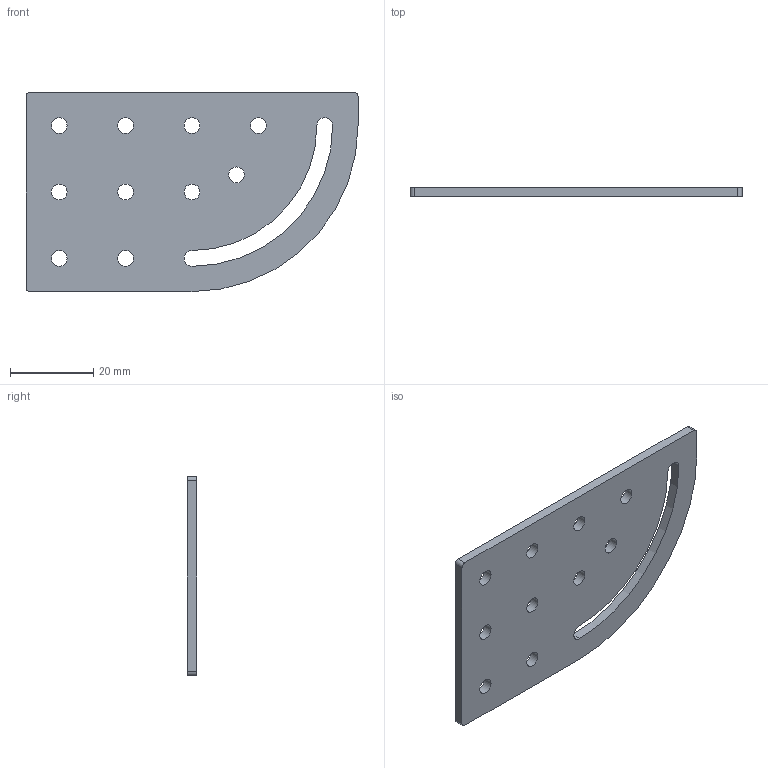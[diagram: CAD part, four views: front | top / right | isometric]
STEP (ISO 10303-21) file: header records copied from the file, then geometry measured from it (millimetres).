
FILE_DESCRIPTION (( 'STEP AP214' ), '1' );
FILE_NAME ('am-3603 0-90 Degree Gusset (S3 Tube).STEP', '2018-12-10T16:33:12', ( '' ), ( '' ), 'SwSTEP 2.0', 'SolidWorks 2018', '' );
FILE_SCHEMA (( 'AUTOMOTIVE_DESIGN' ));
Length unit declared in the file: millimetre
Products named in the file (1): am-3603 0-90 Degree Gusset (S3 Tube)
Bounding box: 80 x 2.29 x 48 mm (x, y, z)
Volume: 7267.4 mm3; surface area: 7432 mm2
Topology: 1 solids, 1 shells, 24 faces, 66 edges, 44 vertices
Faces by surface type: cylinder 18, plane 6
Full cylindrical faces by diameter (mm): 3.81 x10
Entity records: 814 total; most frequent: DIRECTION 142, CARTESIAN_POINT 125, ORIENTED_EDGE 112, AXIS2_PLACEMENT_3D 61, EDGE_LOOP 56, EDGE_CURVE 56, VERTEX_POINT 44, CIRCLE 36
